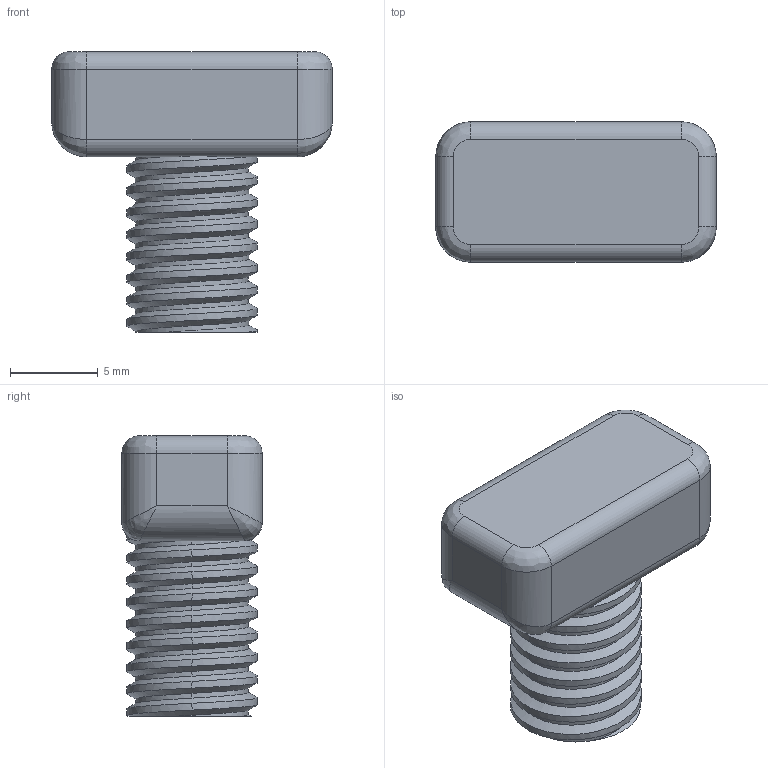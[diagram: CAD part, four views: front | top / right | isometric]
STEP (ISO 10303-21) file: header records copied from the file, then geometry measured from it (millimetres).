
FILE_DESCRIPTION(/* description */ (''),/* implementation_level */ '2;1');
FILE_NAME(/* name */ 'Micro3D_screw.step',/* time_stamp */ '2021-07-09T16:42:40-05:00',/* author */ (''),/* organization */ (''),/* preprocessor_version */ 'ST-DEVELOPER v18.1',/* originating_system */ 'Autodesk Translation Framework v10.9.0.1377',/* authorisation */ '');
FILE_SCHEMA (('AUTOMOTIVE_DESIGN { 1 0 10303 214 3 1 1 }'));
Length unit declared in the file: millimetre
Products named in the file (1): perno
Bounding box: 16 x 8 x 16 mm (x, y, z)
Volume: 1107.8 mm3; surface area: 795.3 mm2
Topology: 1 solids, 1 shells, 49 faces, 126 edges, 75 vertices
Faces by surface type: cylinder 31, bspline 10, plane 8
Full cylindrical faces by diameter (mm): 6.446 x5, 7.466 x2
Entity records: 2586 total; most frequent: CARTESIAN_POINT 1479, ORIENTED_EDGE 244, DIRECTION 191, EDGE_CURVE 122, VERTEX_POINT 75, AXIS2_PLACEMENT_3D 74, FACE_OUTER_BOUND 49, EDGE_LOOP 49
